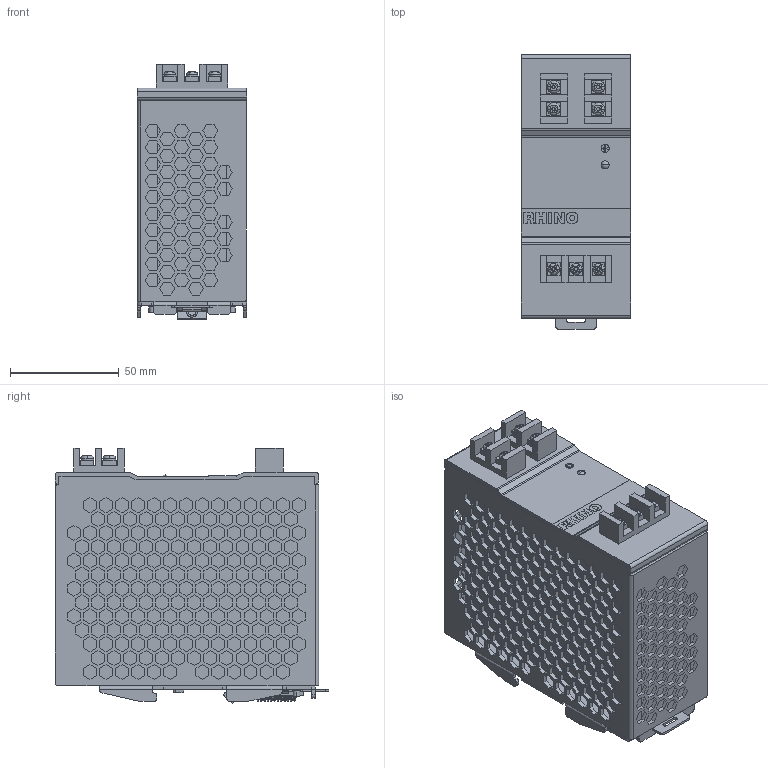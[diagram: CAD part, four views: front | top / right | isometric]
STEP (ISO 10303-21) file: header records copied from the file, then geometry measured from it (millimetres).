
FILE_DESCRIPTION (( 'STEP AP203' ), '1' );
FILE_NAME ('PSB24-120.STEP', '2011-10-11T14:16:37', ( '.adc' ), ( '' ), 'SwSTEP 2.0', 'SolidWorks 2011', '' );
FILE_SCHEMA (( 'CONFIG_CONTROL_DESIGN' ));
Products named in the file (1): PSB24-120
Bounding box: 50.04 x 125.63 x 117.14 mm (x, y, z)
Volume: 419593.5 mm3; surface area: 118495.8 mm2
Topology: 1 solids, 1 shells, 3540 faces, 9923 edges, 6602 vertices
Faces by surface type: plane 3357, cylinder 103, cone 31, torus 23, bspline 23, sphere 3
Entity records: 117463 total; most frequent: CARTESIAN_POINT 25046, ORIENTED_EDGE 19844, DIRECTION 17140, EDGE_CURVE 9922, VECTOR 9402, LINE 9402, VERTEX_POINT 6602, EDGE_LOOP 4284
